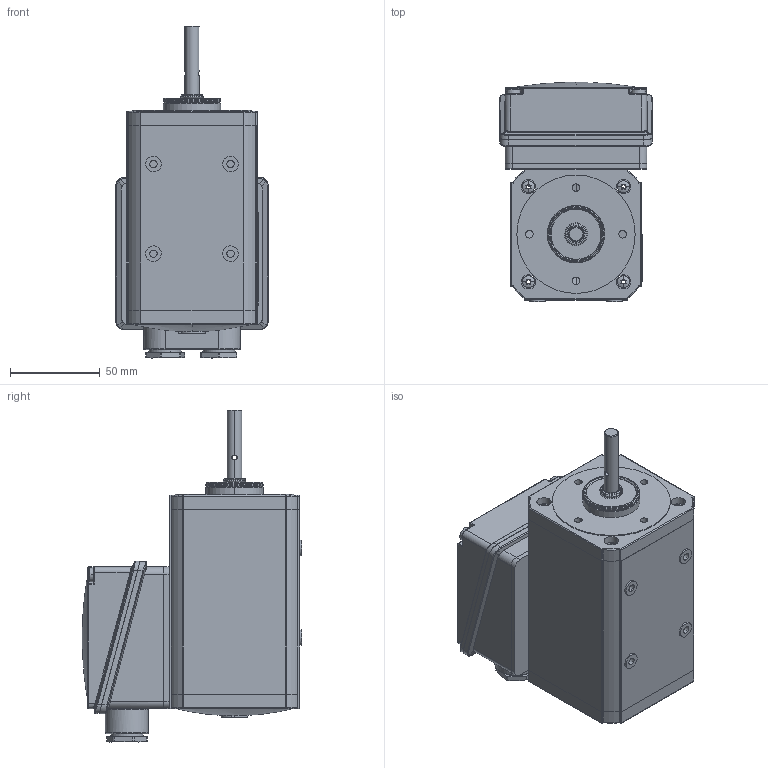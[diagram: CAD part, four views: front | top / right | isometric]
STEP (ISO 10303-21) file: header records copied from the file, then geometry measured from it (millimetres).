
FILE_DESCRIPTION (( 'STEP AP214' ), '1' );
FILE_NAME ('Motor IGK65-40.STEP', '2016-09-26T09:43:00', ( 'gfeller' ), ( '' ), 'SwSTEP 2.0', 'SolidWorks 2014', '' );
FILE_SCHEMA (( 'AUTOMOTIVE_DESIGN' ));
Length unit declared in the file: millimetre
Products named in the file (1): Motor IGK65-40
Bounding box: 85 x 122.43 x 185.18 mm (x, y, z)
Surface area: 86620.7 mm2 (no closed solid volume)
Topology: 0 solids, 38 shells, 700 faces, 2179 edges, 1465 vertices
Faces by surface type: plane 270, cylinder 229, bspline 57, torus 51, sphere 47, cone 46
Entity records: 36716 total; most frequent: CARTESIAN_POINT 10413, DIRECTION 3959, ORIENTED_EDGE 3512, EDGE_CURVE 2151, AXIS2_PLACEMENT_3D 1498, VERTEX_POINT 1461, LINE 963, VECTOR 963
